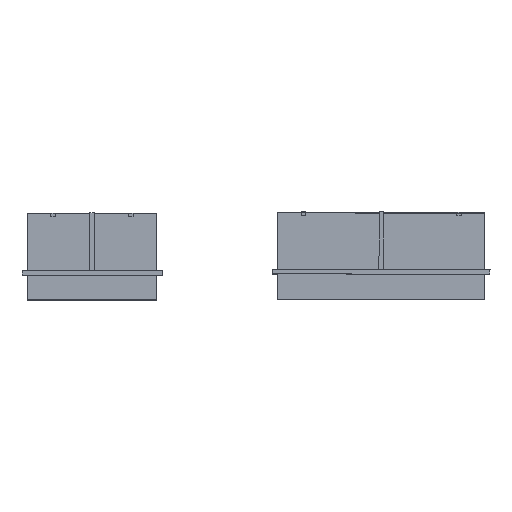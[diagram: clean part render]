
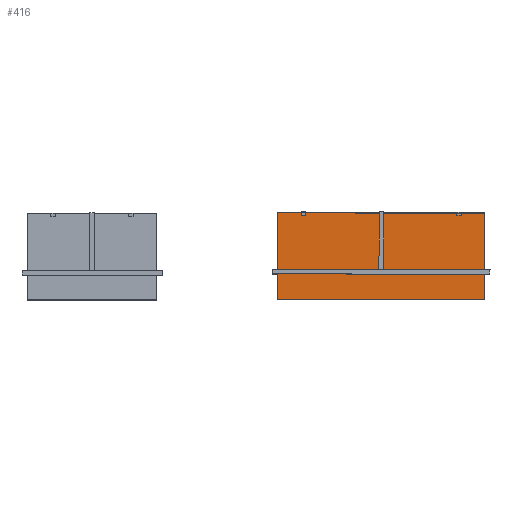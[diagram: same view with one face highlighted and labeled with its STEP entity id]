
A CAD part, top view. The second image highlights one B-rep face of the part: STEP entity #416.
In plain terms, the highlighted planar face has unit normal (0, 0, 1).
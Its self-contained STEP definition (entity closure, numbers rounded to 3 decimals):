
#151=PLANE('',#2653);
#416=ADVANCED_FACE('',(#579),#151,.T.);
#579=FACE_OUTER_BOUND('',#742,.T.);
#742=EDGE_LOOP('',(#1339,#1340,#1341,#1342));
#1339=ORIENTED_EDGE('',*,*,#1785,.T.);
#1340=ORIENTED_EDGE('',*,*,#1786,.T.);
#1341=ORIENTED_EDGE('',*,*,#1784,.F.);
#1342=ORIENTED_EDGE('',*,*,#1787,.F.);
#1784=EDGE_CURVE('',#2440,#2439,#2151,.T.);
#1785=EDGE_CURVE('',#2441,#2442,#2152,.T.);
#1786=EDGE_CURVE('',#2442,#2439,#2153,.T.);
#1787=EDGE_CURVE('',#2441,#2440,#2154,.T.);
#2151=B_SPLINE_CURVE_WITH_KNOTS('',3,(#5261,#5262,#5263,#5264),
 .UNSPECIFIED.,.F.,.F.,(4,4),(1.,279.),.UNSPECIFIED.);
#2152=B_SPLINE_CURVE_WITH_KNOTS('',3,(#5265,#5266,#5267,#5268),
 .UNSPECIFIED.,.F.,.F.,(4,4),(1.,279.),
 .UNSPECIFIED.);
#2153=B_SPLINE_CURVE_WITH_KNOTS('',3,(#5269,#5270,#5271,#5272),
 .UNSPECIFIED.,.F.,.F.,(4,4),(1.,665.),
 .UNSPECIFIED.);
#2154=B_SPLINE_CURVE_WITH_KNOTS('',3,(#5273,#5274,#5275,#5276),
 .UNSPECIFIED.,.F.,.F.,(4,4),(1.,665.),
 .UNSPECIFIED.);
#2439=VERTEX_POINT('',#5257);
#2440=VERTEX_POINT('',#5258);
#2441=VERTEX_POINT('',#5259);
#2442=VERTEX_POINT('',#5260);
#2653=AXIS2_PLACEMENT_3D('',#5256,#2739,$);
#2739=DIRECTION('',(0.,0.,1.));
#5256=CARTESIAN_POINT('',(959.567,-152.775,26.885));
#5257=CARTESIAN_POINT('',(960.986,126.223,26.885));
#5258=CARTESIAN_POINT('',(960.568,-151.776,26.885));
#5259=CARTESIAN_POINT('',(1624.568,-152.775,26.885));
#5260=CARTESIAN_POINT('',(1624.986,125.225,26.885));
#5261=CARTESIAN_POINT('',(960.568,-151.776,26.885));
#5262=CARTESIAN_POINT('',(960.708,-59.11,26.885));
#5263=CARTESIAN_POINT('',(960.847,33.557,26.885));
#5264=CARTESIAN_POINT('',(960.986,126.223,26.885));
#5265=CARTESIAN_POINT('',(1624.568,-152.775,26.885));
#5266=CARTESIAN_POINT('',(1624.707,-60.108,26.885));
#5267=CARTESIAN_POINT('',(1624.846,32.558,26.885));
#5268=CARTESIAN_POINT('',(1624.986,125.225,26.885));
#5269=CARTESIAN_POINT('',(1624.986,125.225,26.885));
#5270=CARTESIAN_POINT('',(1403.652,125.558,26.885));
#5271=CARTESIAN_POINT('',(1182.319,125.891,26.885));
#5272=CARTESIAN_POINT('',(960.986,126.223,26.885));
#5273=CARTESIAN_POINT('',(1624.568,-152.775,26.885));
#5274=CARTESIAN_POINT('',(1403.234,-152.442,26.885));
#5275=CARTESIAN_POINT('',(1181.901,-152.109,26.885));
#5276=CARTESIAN_POINT('',(960.568,-151.776,26.885));
